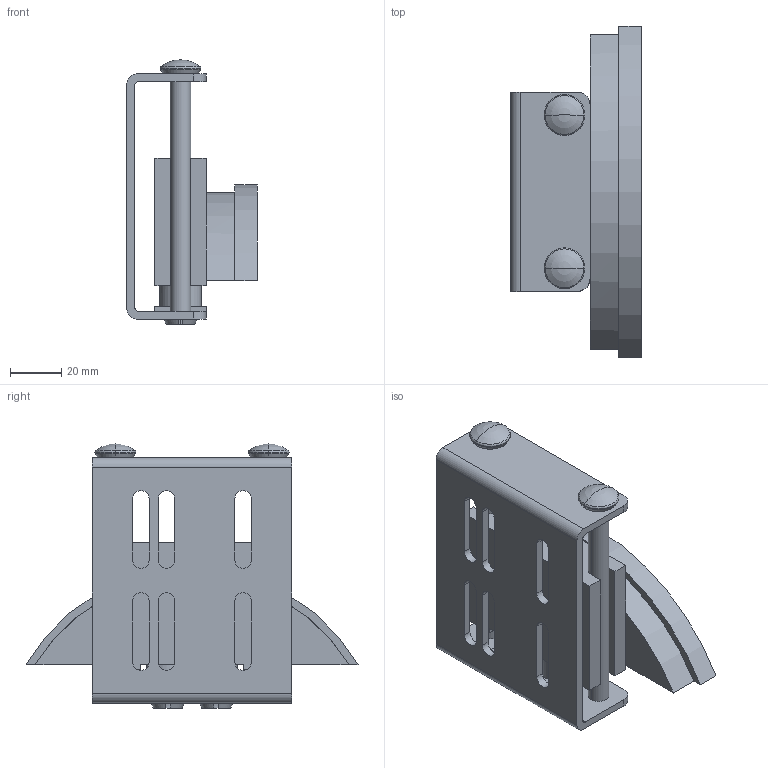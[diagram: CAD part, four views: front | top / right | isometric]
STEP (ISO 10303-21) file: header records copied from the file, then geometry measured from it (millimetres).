
FILE_DESCRIPTION(('STEP AP214'),'1');
FILE_NAME('cctmp_201386AE-22B2-46B7-B5A4-12FA0B15E8E8_2023_7_12_9_16_17_225..stp','2023-07-12T07:16:17',('Murtfeldt Kunststoffe GmbH & Co.KG'),('CADClick - www.CADClick.com'),'Spatial InterOp 3D',' ','unknown authorization');
FILE_SCHEMA(('AUTOMOTIVE_DESIGN'));
Length unit declared in the file: millimetre
Products named in the file (1): 1
Bounding box: 51 x 130 x 103.5 mm (x, y, z)
Volume: 167767.6 mm3; surface area: 62556.1 mm2
Topology: 2 solids, 14 shells, 426 faces, 1048 edges, 668 vertices
Faces by surface type: plane 212, cylinder 130, cone 44, torus 36, sphere 4
Entity records: 15928 total; most frequent: DIRECTION 2260, CARTESIAN_POINT 2156, ORIENTED_EDGE 2056, EDGE_CURVE 1028, AXIS2_PLACEMENT_3D 820, VERTEX_POINT 668, LINE 620, VECTOR 620
